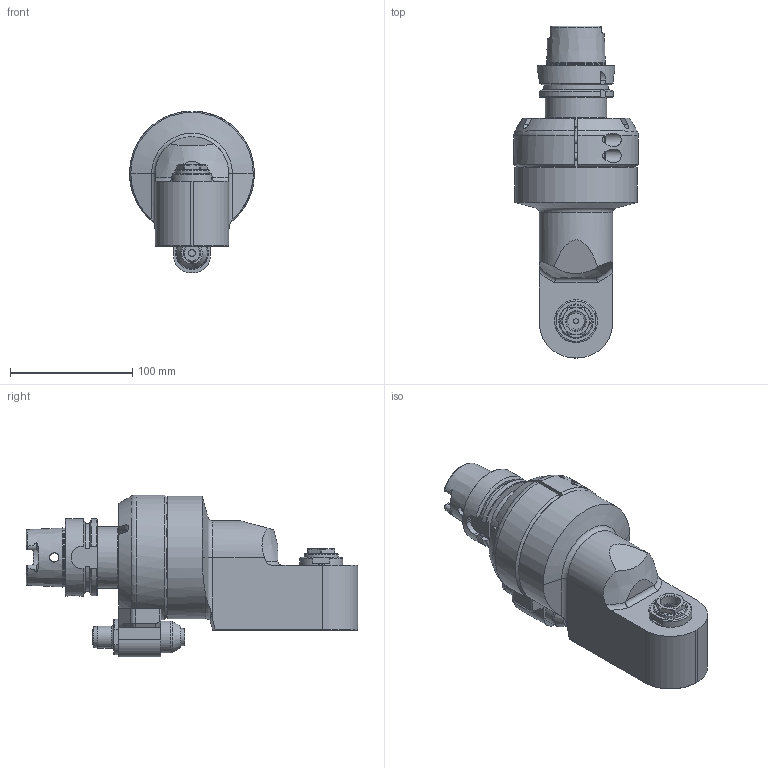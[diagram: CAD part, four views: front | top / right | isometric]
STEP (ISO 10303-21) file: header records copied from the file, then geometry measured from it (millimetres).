
FILE_DESCRIPTION(/* description */ (''),/* implementation_level */ '2;1');
FILE_NAME(/* name */ '9.FR9.13000-1H63.stp',/* time_stamp */ '2022-11-11T11:19:57-05:00',/* author */ ('jkrenzer'),/* organization */ (''),/* preprocessor_version */ 'ST-DEVELOPER v18',/* originating_system */ 'Autodesk Inventor 2020',/* authorisation */ '');
FILE_SCHEMA (('AUTOMOTIVE_DESIGN { 1 0 10303 214 3 1 1 }'));
Length unit declared in the file: millimetre
Products named in the file (3): 9.FR9.13000-1H63; 9_FR9_13000; 9_GA1_566_2   (Type 1, H63A, 65mm)
Assembly tree (2 placements, depth 2):
  9.FR9.13000-1H63
    9_FR9_13000
    9_GA1_566_2   (Type 1, H63A, 65mm)
Bounding box: 101.99 x 271 x 132.23 mm (x, y, z)
Volume: 1181881.7 mm3; surface area: 152474.3 mm2
Topology: 5 solids, 5 shells, 488 faces, 1303 edges, 861 vertices
Faces by surface type: plane 244, cylinder 118, cone 91, torus 29, bspline 6
Full cylindrical faces by diameter (mm): 2.5 x1, 2.6 x2, 3 x2, 4 x1, 4.2 x2, 5 x2, 6 x4, 6.5 x1, 7 x1, 7.5 x2, 8 x1, 10 x5, 10.4 x2, 11 x1, 12 x3, 12.5 x2, 13.5 x1, 14 x1, 16 x1, 18 x2, 20 x1, 20.5 x1, 23 x1, 26 x1, 26.5 x1, 27 x1, 28 x1, 29 x1, 34 x2, 35 x1
Entity records: 45810 total; most frequent: CARTESIAN_POINT 33755, ORIENTED_EDGE 2584, DIRECTION 2461, EDGE_CURVE 1292, AXIS2_PLACEMENT_3D 947, VERTEX_POINT 861, LINE 567, VECTOR 567
